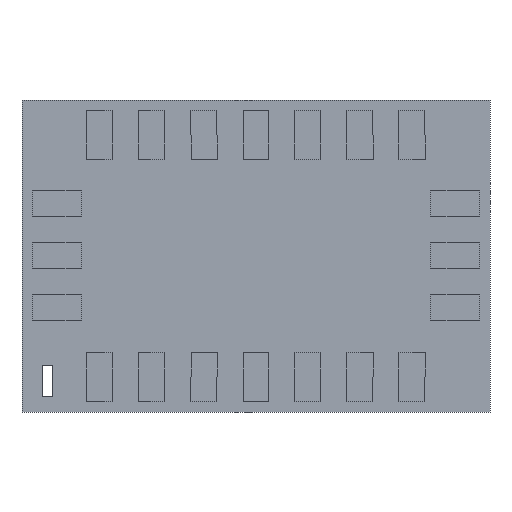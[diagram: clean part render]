
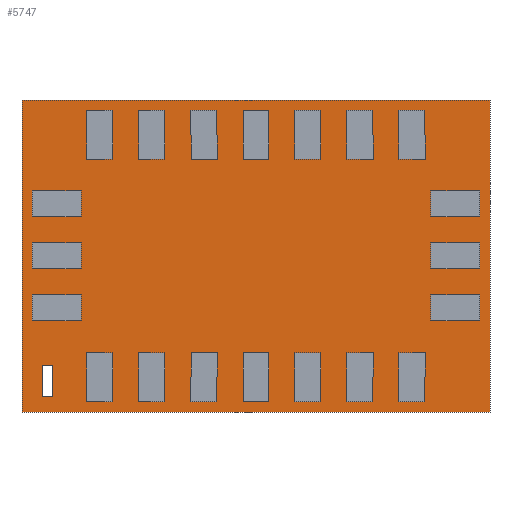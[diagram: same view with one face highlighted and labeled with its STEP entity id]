
A CAD part, front view. The second image highlights one B-rep face of the part: STEP entity #5747.
In plain terms, the highlighted planar face has unit normal (0, -1, 0).
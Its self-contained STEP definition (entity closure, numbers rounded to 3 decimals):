
#101 = CARTESIAN_POINT ( 'NONE',  ( -1.957, 0., 0. ) ) ;
#285 = CARTESIAN_POINT ( 'NONE',  ( -2.057, 0., -1.053 ) ) ;
#371 = VECTOR ( 'NONE', #2869, 1000. ) ;
#506 = EDGE_CURVE ( 'NONE', #3569, #3893, #3411, .T. ) ;
#599 = LINE ( 'NONE', #3597, #8131 ) ;
#1052 = EDGE_CURVE ( 'NONE', #3893, #5654, #1974, .T. ) ;
#1159 = ORIENTED_EDGE ( 'NONE', *, *, #1052, .T. ) ;
#1237 = VECTOR ( 'NONE', #8544, 1000. ) ;
#1355 = EDGE_CURVE ( 'NONE', #7499, #3569, #599, .T. ) ;
#1471 = EDGE_CURVE ( 'NONE', #5654, #7499, #1691, .T. ) ;
#1691 = LINE ( 'NONE', #101, #6901 ) ;
#1706 = VECTOR ( 'NONE', #2009, 1000. ) ;
#1974 = LINE ( 'NONE', #2562, #1706 ) ;
#2009 = DIRECTION ( 'NONE',  ( 1., 0., 0. ) ) ;
#2379 = DIRECTION ( 'NONE',  ( 0., 0., -1. ) ) ;
#2490 = DIRECTION ( 'NONE',  ( 0., 0., 1. ) ) ;
#2539 = LINE ( 'NONE', #4798, #9634 ) ;
#2562 = CARTESIAN_POINT ( 'NONE',  ( 0., 0., -1.053 ) ) ;
#2712 = AXIS2_PLACEMENT_3D ( 'NONE', #9046, #4614, #3825 ) ;
#2713 = CARTESIAN_POINT ( 'NONE',  ( -1.957, 0., -1.353 ) ) ;
#2826 = ORIENTED_EDGE ( 'NONE', *, *, #1471, .T. ) ;
#2869 = DIRECTION ( 'NONE',  ( -1., 0., 0. ) ) ;
#3031 = FACE_BOUND ( 'NONE', #5542, .T. ) ;
#3268 = VERTEX_POINT ( 'NONE', #8067 ) ;
#3338 = DIRECTION ( 'NONE',  ( 1., 0., 0. ) ) ;
#3411 = LINE ( 'NONE', #9245, #1237 ) ;
#3565 = ORIENTED_EDGE ( 'NONE', *, *, #7546, .T. ) ;
#3569 = VERTEX_POINT ( 'NONE', #5035 ) ;
#3597 = CARTESIAN_POINT ( 'NONE',  ( 0., 0., -1.353 ) ) ;
#3643 = DIRECTION ( 'NONE',  ( -1., 0., 0. ) ) ;
#3758 = CARTESIAN_POINT ( 'NONE',  ( 2.25, 0., -1.5 ) ) ;
#3825 = DIRECTION ( 'NONE',  ( 0., 0., -1. ) ) ;
#3893 = VERTEX_POINT ( 'NONE', #285 ) ;
#4021 = ORIENTED_EDGE ( 'NONE', *, *, #9498, .T. ) ;
#4030 = LINE ( 'NONE', #5574, #9348 ) ;
#4181 = CARTESIAN_POINT ( 'NONE',  ( 0., 0., -1.5 ) ) ;
#4614 = DIRECTION ( 'NONE',  ( 0., -1., 0. ) ) ;
#4798 = CARTESIAN_POINT ( 'NONE',  ( 2.25, 0., 0. ) ) ;
#5035 = CARTESIAN_POINT ( 'NONE',  ( -2.057, 0., -1.353 ) ) ;
#5063 = CARTESIAN_POINT ( 'NONE',  ( -1.957, 0., -1.053 ) ) ;
#5142 = EDGE_CURVE ( 'NONE', #5986, #5760, #2539, .T. ) ;
#5258 = VECTOR ( 'NONE', #3338, 1000. ) ;
#5473 = ORIENTED_EDGE ( 'NONE', *, *, #5142, .T. ) ;
#5542 = EDGE_LOOP ( 'NONE', ( #2826, #6833, #6211, #1159 ) ) ;
#5574 = CARTESIAN_POINT ( 'NONE',  ( -2.25, 0., 0. ) ) ;
#5623 = LINE ( 'NONE', #4181, #5258 ) ;
#5630 = ORIENTED_EDGE ( 'NONE', *, *, #8403, .T. ) ;
#5654 = VERTEX_POINT ( 'NONE', #5063 ) ;
#5747 = ADVANCED_FACE ( 'NONE', ( #8305, #3031 ), #8999, .T. ) ;
#5760 = VERTEX_POINT ( 'NONE', #7486 ) ;
#5930 = CARTESIAN_POINT ( 'NONE',  ( 0., 0., 1.5 ) ) ;
#5986 = VERTEX_POINT ( 'NONE', #3758 ) ;
#6211 = ORIENTED_EDGE ( 'NONE', *, *, #506, .T. ) ;
#6481 = VERTEX_POINT ( 'NONE', #6656 ) ;
#6656 = CARTESIAN_POINT ( 'NONE',  ( -2.25, 0., -1.5 ) ) ;
#6833 = ORIENTED_EDGE ( 'NONE', *, *, #1355, .T. ) ;
#6901 = VECTOR ( 'NONE', #2379, 1000. ) ;
#7486 = CARTESIAN_POINT ( 'NONE',  ( 2.25, 0., 1.5 ) ) ;
#7499 = VERTEX_POINT ( 'NONE', #2713 ) ;
#7501 = LINE ( 'NONE', #5930, #371 ) ;
#7546 = EDGE_CURVE ( 'NONE', #6481, #5986, #5623, .T. ) ;
#8067 = CARTESIAN_POINT ( 'NONE',  ( -2.25, 0., 1.5 ) ) ;
#8131 = VECTOR ( 'NONE', #3643, 1000. ) ;
#8185 = EDGE_LOOP ( 'NONE', ( #5630, #3565, #5473, #4021 ) ) ;
#8305 = FACE_OUTER_BOUND ( 'NONE', #8185, .T. ) ;
#8403 = EDGE_CURVE ( 'NONE', #3268, #6481, #4030, .T. ) ;
#8544 = DIRECTION ( 'NONE',  ( 0., 0., 1. ) ) ;
#8565 = DIRECTION ( 'NONE',  ( 0., 0., -1. ) ) ;
#8999 = PLANE ( 'NONE',  #2712 ) ;
#9046 = CARTESIAN_POINT ( 'NONE',  ( 0., 0., 0. ) ) ;
#9245 = CARTESIAN_POINT ( 'NONE',  ( -2.057, 0., 0. ) ) ;
#9348 = VECTOR ( 'NONE', #8565, 1000. ) ;
#9498 = EDGE_CURVE ( 'NONE', #5760, #3268, #7501, .T. ) ;
#9634 = VECTOR ( 'NONE', #2490, 1000. ) ;
